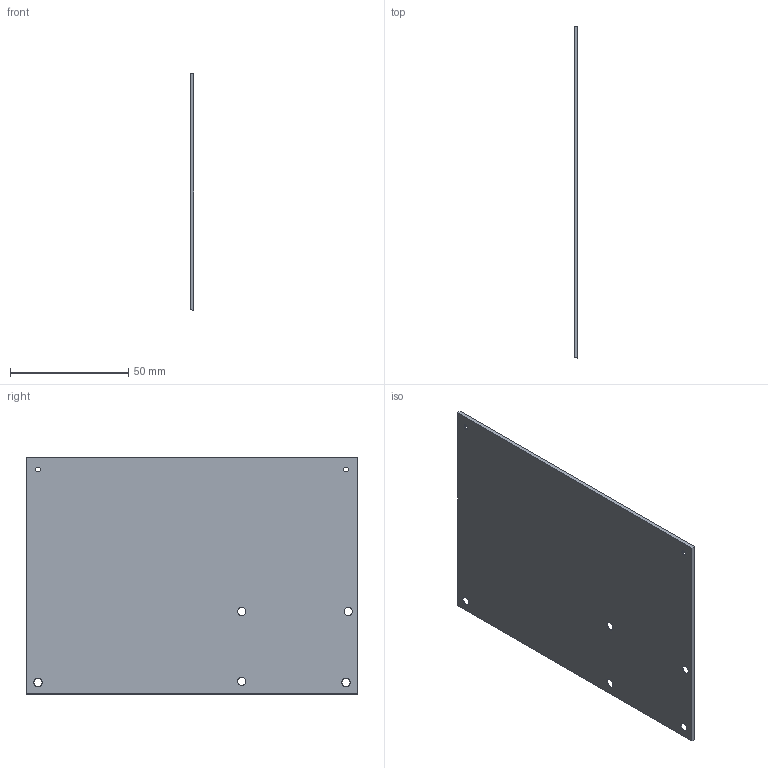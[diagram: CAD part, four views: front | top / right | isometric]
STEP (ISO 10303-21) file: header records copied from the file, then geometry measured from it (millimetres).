
FILE_DESCRIPTION (( 'STEP AP214' ), '1' );
FILE_NAME ('菁褲-拸硌恇.STEP', '2026-02-01T12:47:55', ( '' ), ( '' ), 'SwSTEP 2.0', 'SolidWorks 2024', '' );
FILE_SCHEMA (( 'AUTOMOTIVE_DESIGN' ));
Length unit declared in the file: millimetre
Products named in the file (1): 底壳-无指纹
Bounding box: 1.5 x 140 x 99.97 mm (x, y, z)
Volume: 20788.6 mm3; surface area: 28628 mm2
Topology: 1 solids, 1 shells, 24 faces, 62 edges, 40 vertices
Faces by surface type: cone 14, plane 6, cylinder 4
Entity records: 797 total; most frequent: DIRECTION 144, CARTESIAN_POINT 127, ORIENTED_EDGE 124, EDGE_CURVE 62, AXIS2_PLACEMENT_3D 57, VERTEX_POINT 40, EDGE_LOOP 38, CIRCLE 32
